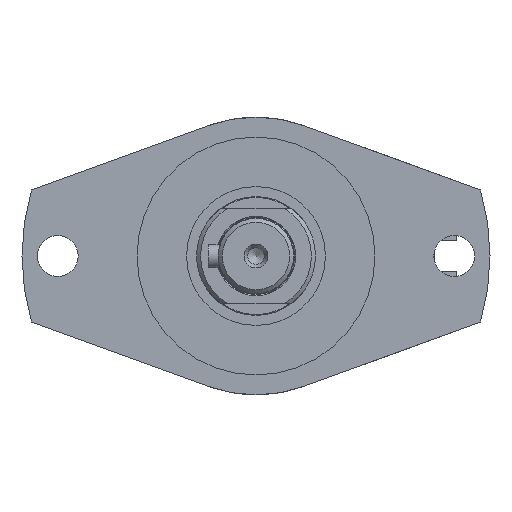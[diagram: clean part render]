
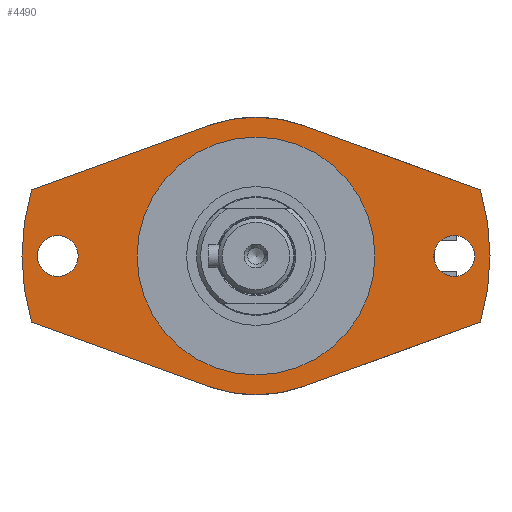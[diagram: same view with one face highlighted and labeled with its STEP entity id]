
A CAD part, left-side view. The second image highlights one B-rep face of the part: STEP entity #4490.
In plain terms, the highlighted planar face has unit normal (-1, 0, 0).
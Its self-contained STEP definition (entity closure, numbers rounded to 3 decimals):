
#129=FACE_BOUND('',#694,.T.);
#130=FACE_BOUND('',#695,.T.);
#131=FACE_BOUND('',#696,.T.);
#220=PLANE('',#4967);
#426=FACE_OUTER_BOUND('',#693,.T.);
#693=EDGE_LOOP('',(#3540,#3541,#3542,#3543,#3544,#3545,#3546,#3547));
#694=EDGE_LOOP('',(#3548));
#695=EDGE_LOOP('',(#3549));
#696=EDGE_LOOP('',(#3550,#3551));
#992=CIRCLE('',#4949,35.);
#994=CIRCLE('',#4951,35.);
#998=CIRCLE('',#4956,5.15);
#1001=CIRCLE('',#4960,5.15);
#1003=CIRCLE('',#4968,59.);
#1004=CIRCLE('',#4969,59.);
#1005=CIRCLE('',#4970,30.);
#1006=CIRCLE('',#4971,30.);
#1281=LINE('',#7669,#1532);
#1284=LINE('',#7675,#1535);
#1288=LINE('',#7682,#1539);
#1291=LINE('',#7688,#1542);
#1532=VECTOR('',#6047,10.);
#1535=VECTOR('',#6052,10.);
#1539=VECTOR('',#6058,10.);
#1542=VECTOR('',#6063,10.);
#1931=VERTEX_POINT('',#7634);
#1932=VERTEX_POINT('',#7636);
#1935=VERTEX_POINT('',#7642);
#1936=VERTEX_POINT('',#7644);
#1940=VERTEX_POINT('',#7654);
#1943=VERTEX_POINT('',#7662);
#1944=VERTEX_POINT('',#7666);
#1947=VERTEX_POINT('',#7674);
#1949=VERTEX_POINT('',#7680);
#1951=VERTEX_POINT('',#7685);
#1952=VERTEX_POINT('',#7694);
#1953=VERTEX_POINT('',#7695);
#2497=EDGE_CURVE('',#1932,#1931,#992,.T.);
#2501=EDGE_CURVE('',#1936,#1935,#994,.T.);
#2507=EDGE_CURVE('',#1940,#1940,#998,.T.);
#2511=EDGE_CURVE('',#1943,#1943,#1001,.T.);
#2513=EDGE_CURVE('',#1931,#1944,#1281,.T.);
#2516=EDGE_CURVE('',#1947,#1936,#1284,.T.);
#2520=EDGE_CURVE('',#1935,#1949,#1288,.T.);
#2523=EDGE_CURVE('',#1951,#1932,#1291,.T.);
#2525=EDGE_CURVE('',#1947,#1944,#1003,.T.);
#2526=EDGE_CURVE('',#1951,#1949,#1004,.T.);
#2527=EDGE_CURVE('',#1952,#1953,#1005,.T.);
#2528=EDGE_CURVE('',#1953,#1952,#1006,.T.);
#3540=ORIENTED_EDGE('',*,*,#2523,.T.);
#3541=ORIENTED_EDGE('',*,*,#2497,.T.);
#3542=ORIENTED_EDGE('',*,*,#2513,.T.);
#3543=ORIENTED_EDGE('',*,*,#2525,.F.);
#3544=ORIENTED_EDGE('',*,*,#2516,.T.);
#3545=ORIENTED_EDGE('',*,*,#2501,.T.);
#3546=ORIENTED_EDGE('',*,*,#2520,.T.);
#3547=ORIENTED_EDGE('',*,*,#2526,.F.);
#3548=ORIENTED_EDGE('',*,*,#2507,.T.);
#3549=ORIENTED_EDGE('',*,*,#2511,.T.);
#3550=ORIENTED_EDGE('',*,*,#2527,.T.);
#3551=ORIENTED_EDGE('',*,*,#2528,.T.);
#4490=ADVANCED_FACE('',(#426,#129,#130,#131),#220,.T.);
#4949=AXIS2_PLACEMENT_3D('',#7637,#6015,#6016);
#4951=AXIS2_PLACEMENT_3D('',#7645,#6021,#6022);
#4956=AXIS2_PLACEMENT_3D('',#7656,#6033,#6034);
#4960=AXIS2_PLACEMENT_3D('',#7664,#6042,#6043);
#4967=AXIS2_PLACEMENT_3D('',#7691,#6068,#6069);
#4968=AXIS2_PLACEMENT_3D('',#7692,#6070,#6071);
#4969=AXIS2_PLACEMENT_3D('',#7693,#6072,#6073);
#4970=AXIS2_PLACEMENT_3D('',#7696,#6074,#6075);
#4971=AXIS2_PLACEMENT_3D('',#7697,#6076,#6077);
#6015=DIRECTION('center_axis',(-1.,0.,0.));
#6016=DIRECTION('ref_axis',(0.,-0.342,0.94));
#6021=DIRECTION('center_axis',(-1.,0.,0.));
#6022=DIRECTION('ref_axis',(0.,0.342,-0.94));
#6033=DIRECTION('center_axis',(1.,0.,0.));
#6034=DIRECTION('ref_axis',(0.,0.,
-1.));
#6042=DIRECTION('center_axis',(1.,0.,0.));
#6043=DIRECTION('ref_axis',(0.,0.,
-1.));
#6047=DIRECTION('',(0.,-0.94,0.342));
#6052=DIRECTION('',(0.,0.94,0.342));
#6058=DIRECTION('',(0.,0.94,-0.342));
#6063=DIRECTION('',(0.,-0.94,-0.342));
#6068=DIRECTION('center_axis',(-1.,0.,0.));
#6069=DIRECTION('ref_axis',(0.,0.,1.));
#6070=DIRECTION('center_axis',(1.,0.,0.));
#6071=DIRECTION('ref_axis',(0.,1.,0.));
#6072=DIRECTION('center_axis',(1.,0.,0.));
#6073=DIRECTION('ref_axis',(0.,1.,0.));
#6074=DIRECTION('center_axis',(1.,0.,0.));
#6075=DIRECTION('ref_axis',(0.,1.,0.));
#6076=DIRECTION('center_axis',(1.,0.,0.));
#6077=DIRECTION('ref_axis',(0.,1.,0.));
#7634=CARTESIAN_POINT('',(-165.5,-11.971,-32.889));
#7636=CARTESIAN_POINT('',(-165.5,11.971,-32.889));
#7637=CARTESIAN_POINT('Origin',(-165.5,0.,0.));
#7642=CARTESIAN_POINT('',(-165.5,11.971,32.889));
#7644=CARTESIAN_POINT('',(-165.5,-11.971,32.889));
#7645=CARTESIAN_POINT('Origin',(-165.5,0.,0.));
#7654=CARTESIAN_POINT('',(-165.5,-50.,5.15));
#7656=CARTESIAN_POINT('Origin',(-165.5,-50.,0.));
#7662=CARTESIAN_POINT('',(-165.5,50.,5.15));
#7664=CARTESIAN_POINT('Origin',(-165.5,50.,0.));
#7666=CARTESIAN_POINT('',(-165.5,-56.604,-16.644));
#7669=CARTESIAN_POINT('',(-165.5,7.677,-40.04));
#7674=CARTESIAN_POINT('',(-165.5,-56.604,16.644));
#7675=CARTESIAN_POINT('',(-165.5,-37.505,23.596));
#7680=CARTESIAN_POINT('',(-165.5,56.604,16.644));
#7682=CARTESIAN_POINT('',(-165.5,31.618,25.738));
#7685=CARTESIAN_POINT('',(-165.5,56.604,-16.644));
#7688=CARTESIAN_POINT('',(-165.5,76.799,-9.294));
#7691=CARTESIAN_POINT('Origin',(-165.5,44.5,0.));
#7692=CARTESIAN_POINT('Origin',(-165.5,0.,0.));
#7693=CARTESIAN_POINT('Origin',(-165.5,0.,0.));
#7694=CARTESIAN_POINT('',(-165.5,30.,0.));
#7695=CARTESIAN_POINT('',(-165.5,-30.,0.));
#7696=CARTESIAN_POINT('Origin',(-165.5,0.,0.));
#7697=CARTESIAN_POINT('Origin',(-165.5,0.,0.));
